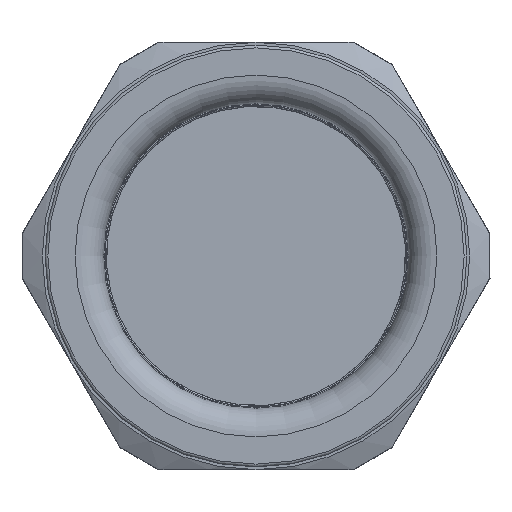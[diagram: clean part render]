
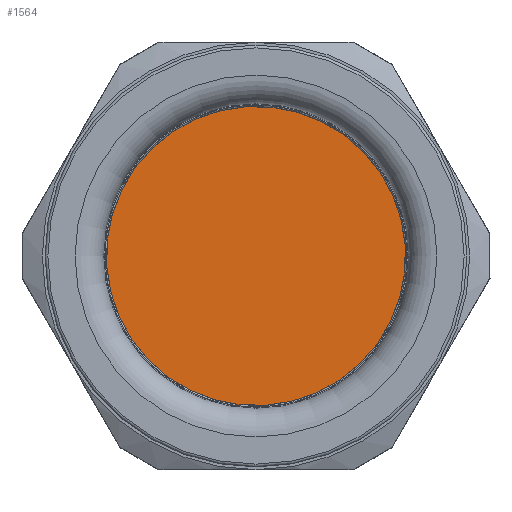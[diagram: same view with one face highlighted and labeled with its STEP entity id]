
A CAD part, left-side view. The second image highlights one B-rep face of the part: STEP entity #1564.
In plain terms, the highlighted planar face has unit normal (-1, 0, 0).
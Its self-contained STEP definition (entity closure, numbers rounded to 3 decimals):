
#232=PLANE('',#1831);
#394=FACE_OUTER_BOUND('',#556,.T.);
#556=EDGE_LOOP('',(#1422));
#639=CIRCLE('',#1807,10.51);
#805=VERTEX_POINT('',#7128);
#1007=EDGE_CURVE('',#805,#805,#639,.T.);
#1422=ORIENTED_EDGE('',*,*,#1007,.F.);
#1564=ADVANCED_FACE('',(#394),#232,.T.);
#1807=AXIS2_PLACEMENT_3D('',#7129,#2220,#2221);
#1831=AXIS2_PLACEMENT_3D('',#7164,#2268,#2269);
#2220=DIRECTION('center_axis',(1.,0.,0.));
#2221=DIRECTION('ref_axis',(0.,0.,-1.));
#2268=DIRECTION('center_axis',(-1.,0.,0.));
#2269=DIRECTION('ref_axis',(0.,0.,1.));
#7128=CARTESIAN_POINT('',(-0.034,10.51,0.));
#7129=CARTESIAN_POINT('Origin',(-0.034,0.,0.));
#7164=CARTESIAN_POINT('Origin',(-0.034,10.51,0.));
